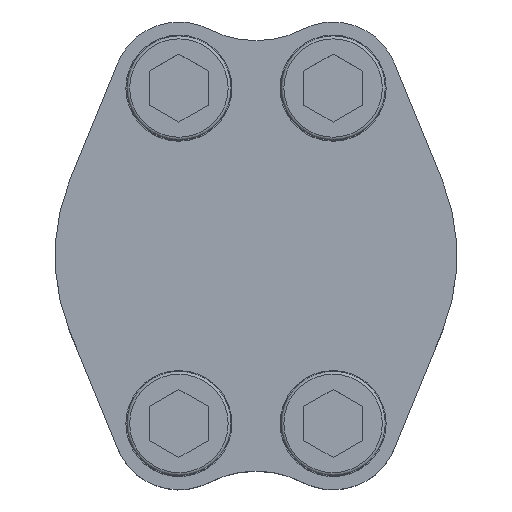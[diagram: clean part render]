
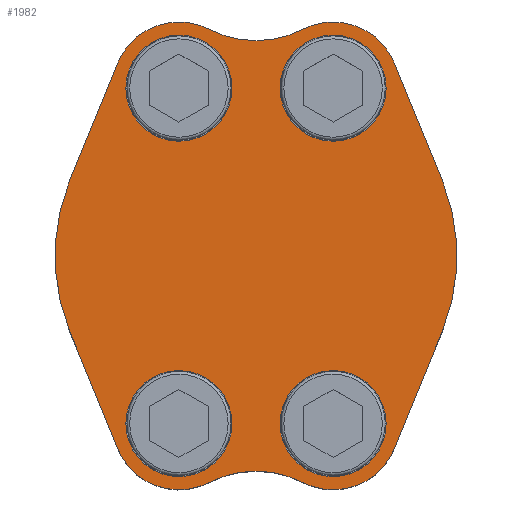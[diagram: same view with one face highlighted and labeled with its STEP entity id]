
A CAD part, top view. The second image highlights one B-rep face of the part: STEP entity #1982.
In plain terms, the highlighted planar face has unit normal (0, 0, 1).
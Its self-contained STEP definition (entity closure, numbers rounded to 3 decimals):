
#35=LINE('',#2699,#127);
#39=LINE('',#2709,#131);
#44=LINE('',#2725,#136);
#47=LINE('',#2733,#139);
#127=VECTOR('',#2272,1000.);
#131=VECTOR('',#2282,1000.);
#136=VECTOR('',#2301,1000.);
#139=VECTOR('',#2310,1000.);
#219=PLANE('',#2109);
#345=ORIENTED_EDGE('',*,*,#640,.F.);
#346=ORIENTED_EDGE('',*,*,#641,.F.);
#347=ORIENTED_EDGE('',*,*,#642,.F.);
#348=ORIENTED_EDGE('',*,*,#643,.F.);
#349=ORIENTED_EDGE('',*,*,#613,.T.);
#350=ORIENTED_EDGE('',*,*,#616,.T.);
#351=ORIENTED_EDGE('',*,*,#618,.T.);
#352=ORIENTED_EDGE('',*,*,#620,.T.);
#353=ORIENTED_EDGE('',*,*,#622,.F.);
#354=ORIENTED_EDGE('',*,*,#624,.T.);
#355=ORIENTED_EDGE('',*,*,#626,.T.);
#356=ORIENTED_EDGE('',*,*,#628,.T.);
#357=ORIENTED_EDGE('',*,*,#630,.T.);
#358=ORIENTED_EDGE('',*,*,#632,.T.);
#359=ORIENTED_EDGE('',*,*,#634,.F.);
#360=ORIENTED_EDGE('',*,*,#639,.T.);
#613=EDGE_CURVE('',#775,#774,#35,.T.);
#616=EDGE_CURVE('',#774,#776,#896,.T.);
#618=EDGE_CURVE('',#776,#777,#39,.T.);
#620=EDGE_CURVE('',#777,#778,#897,.T.);
#622=EDGE_CURVE('',#779,#778,#898,.T.);
#624=EDGE_CURVE('',#779,#780,#899,.T.);
#626=EDGE_CURVE('',#780,#781,#44,.T.);
#628=EDGE_CURVE('',#781,#782,#900,.T.);
#630=EDGE_CURVE('',#782,#783,#47,.T.);
#632=EDGE_CURVE('',#783,#784,#901,.T.);
#634=EDGE_CURVE('',#785,#784,#902,.T.);
#639=EDGE_CURVE('',#785,#775,#907,.T.);
#640=EDGE_CURVE('',#790,#790,#908,.T.);
#641=EDGE_CURVE('',#791,#791,#909,.T.);
#642=EDGE_CURVE('',#792,#792,#910,.T.);
#643=EDGE_CURVE('',#793,#793,#911,.T.);
#774=VERTEX_POINT('',#2698);
#775=VERTEX_POINT('',#2700);
#776=VERTEX_POINT('',#2704);
#777=VERTEX_POINT('',#2708);
#778=VERTEX_POINT('',#2712);
#779=VERTEX_POINT('',#2716);
#780=VERTEX_POINT('',#2720);
#781=VERTEX_POINT('',#2724);
#782=VERTEX_POINT('',#2728);
#783=VERTEX_POINT('',#2732);
#784=VERTEX_POINT('',#2736);
#785=VERTEX_POINT('',#2740);
#790=VERTEX_POINT('',#2758);
#791=VERTEX_POINT('',#2760);
#792=VERTEX_POINT('',#2762);
#793=VERTEX_POINT('',#2764);
#896=CIRCLE('',#2083,58.);
#897=CIRCLE('',#2086,19.1);
#898=CIRCLE('',#2088,29.667);
#899=CIRCLE('',#2090,19.1);
#900=CIRCLE('',#2093,58.);
#901=CIRCLE('',#2096,19.1);
#902=CIRCLE('',#2098,29.667);
#907=CIRCLE('',#2108,19.1);
#908=CIRCLE('',#2110,15.3);
#909=CIRCLE('',#2111,15.3);
#910=CIRCLE('',#2112,15.3);
#911=CIRCLE('',#2113,15.3);
#980=EDGE_LOOP('',(#345));
#981=EDGE_LOOP('',(#346));
#982=EDGE_LOOP('',(#347));
#983=EDGE_LOOP('',(#348));
#984=EDGE_LOOP('',(#349,#350,#351,#352,#353,#354,#355,#356,#357,#358,#359,
#360));
#1134=FACE_BOUND('',#980,.T.);
#1135=FACE_BOUND('',#981,.T.);
#1136=FACE_BOUND('',#982,.T.);
#1137=FACE_BOUND('',#983,.T.);
#1138=FACE_BOUND('',#984,.T.);
#1982=ADVANCED_FACE('',(#1134,#1135,#1136,#1137,#1138),#219,.T.);
#2083=AXIS2_PLACEMENT_3D('',#2705,#2277,#2278);
#2086=AXIS2_PLACEMENT_3D('',#2713,#2286,#2287);
#2088=AXIS2_PLACEMENT_3D('',#2717,#2291,#2292);
#2090=AXIS2_PLACEMENT_3D('',#2721,#2296,#2297);
#2093=AXIS2_PLACEMENT_3D('',#2729,#2305,#2306);
#2096=AXIS2_PLACEMENT_3D('',#2737,#2314,#2315);
#2098=AXIS2_PLACEMENT_3D('',#2741,#2319,#2320);
#2108=AXIS2_PLACEMENT_3D('',#2755,#2339,#2340);
#2109=AXIS2_PLACEMENT_3D('',#2756,#2341,#2342);
#2110=AXIS2_PLACEMENT_3D('',#2757,#2343,#2344);
#2111=AXIS2_PLACEMENT_3D('',#2759,#2345,#2346);
#2112=AXIS2_PLACEMENT_3D('',#2761,#2347,#2348);
#2113=AXIS2_PLACEMENT_3D('',#2763,#2349,#2350);
#2272=DIRECTION('',(-0.378,-0.926,0.));
#2277=DIRECTION('',(0.,0.,1.));
#2278=DIRECTION('',(1.,0.,0.));
#2282=DIRECTION('',(0.378,-0.926,0.));
#2286=DIRECTION('',(0.,0.,1.));
#2287=DIRECTION('',(1.,0.,0.));
#2291=DIRECTION('',(0.,0.,1.));
#2292=DIRECTION('',(1.,0.,0.));
#2296=DIRECTION('',(0.,0.,1.));
#2297=DIRECTION('',(1.,0.,0.));
#2301=DIRECTION('',(0.378,0.926,0.));
#2305=DIRECTION('',(0.,0.,1.));
#2306=DIRECTION('',(1.,0.,0.));
#2310=DIRECTION('',(-0.378,0.926,0.));
#2314=DIRECTION('',(0.,0.,1.));
#2315=DIRECTION('',(1.,0.,0.));
#2319=DIRECTION('',(0.,0.,1.));
#2320=DIRECTION('',(1.,0.,0.));
#2339=DIRECTION('',(0.,0.,1.));
#2340=DIRECTION('',(1.,0.,0.));
#2341=DIRECTION('',(0.,0.,1.));
#2342=DIRECTION('',(1.,0.,0.));
#2343=DIRECTION('',(0.,0.,1.));
#2344=DIRECTION('',(1.,0.,0.));
#2345=DIRECTION('',(0.,0.,1.));
#2346=DIRECTION('',(1.,0.,0.));
#2347=DIRECTION('',(0.,0.,1.));
#2348=DIRECTION('',(1.,0.,0.));
#2349=DIRECTION('',(0.,0.,1.));
#2350=DIRECTION('',(1.,0.,0.));
#2698=CARTESIAN_POINT('',(-53.693,21.932,37.));
#2699=CARTESIAN_POINT('',(-39.932,55.623,37.));
#2700=CARTESIAN_POINT('',(-39.932,55.623,37.));
#2704=CARTESIAN_POINT('',(-53.693,-21.932,37.));
#2705=CARTESIAN_POINT('',(0.,0.,37.));
#2708=CARTESIAN_POINT('',(-39.932,-55.623,37.));
#2709=CARTESIAN_POINT('',(-53.693,-21.932,37.));
#2712=CARTESIAN_POINT('',(-13.536,-65.396,37.));
#2713=CARTESIAN_POINT('',(-22.25,-48.4,37.));
#2716=CARTESIAN_POINT('',(13.536,-65.396,37.));
#2717=CARTESIAN_POINT('',(0.,-91.795,37.));
#2720=CARTESIAN_POINT('',(39.932,-55.623,37.));
#2721=CARTESIAN_POINT('',(22.25,-48.4,37.));
#2724=CARTESIAN_POINT('',(53.693,-21.932,37.));
#2725=CARTESIAN_POINT('',(39.932,-55.623,37.));
#2728=CARTESIAN_POINT('',(53.693,21.932,37.));
#2729=CARTESIAN_POINT('',(0.,0.,37.));
#2732=CARTESIAN_POINT('',(39.932,55.623,37.));
#2733=CARTESIAN_POINT('',(53.693,21.932,37.));
#2736=CARTESIAN_POINT('',(13.536,65.396,37.));
#2737=CARTESIAN_POINT('',(22.25,48.4,37.));
#2740=CARTESIAN_POINT('',(-13.536,65.396,37.));
#2741=CARTESIAN_POINT('',(0.,91.795,37.));
#2755=CARTESIAN_POINT('',(-22.25,48.4,37.));
#2756=CARTESIAN_POINT('',(0.,0.,37.));
#2757=CARTESIAN_POINT('',(22.25,-48.4,37.));
#2758=CARTESIAN_POINT('',(37.55,-48.4,37.));
#2759=CARTESIAN_POINT('',(-22.25,-48.4,37.));
#2760=CARTESIAN_POINT('',(-6.95,-48.4,37.));
#2761=CARTESIAN_POINT('',(-22.25,48.4,37.));
#2762=CARTESIAN_POINT('',(-6.95,48.4,37.));
#2763=CARTESIAN_POINT('',(22.25,48.4,37.));
#2764=CARTESIAN_POINT('',(37.55,48.4,37.));
